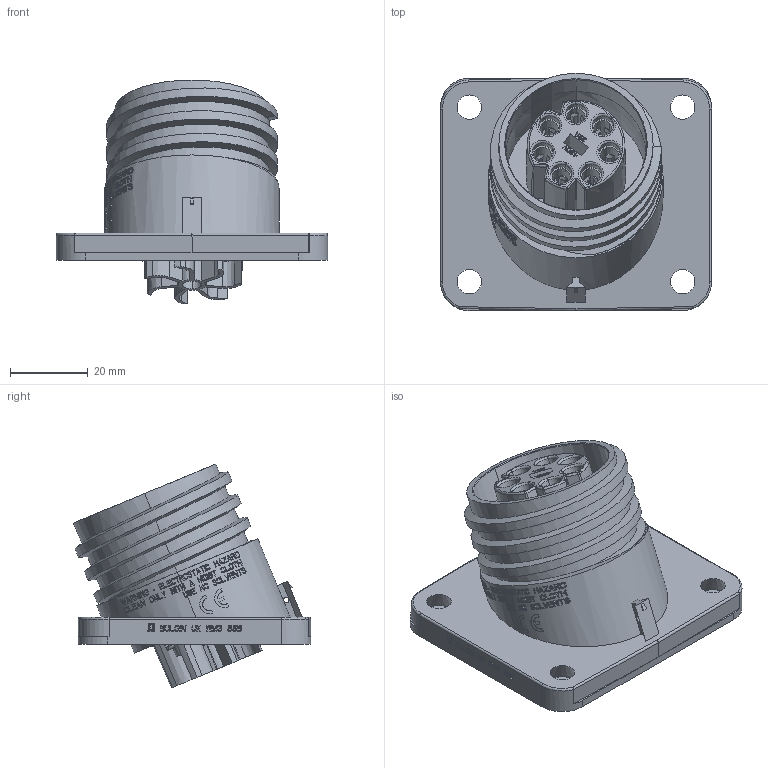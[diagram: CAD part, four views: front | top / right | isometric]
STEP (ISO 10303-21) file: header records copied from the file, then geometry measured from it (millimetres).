
FILE_DESCRIPTION(('STEP AP242'),'1');
FILE_NAME('px0941-07-s.stp','2023-03-08T09:35:28',('TraceParts'),('TraceParts S.A.'),'Spatial InterOp 3D',' ',' ');
FILE_SCHEMA(('AP242_MANAGED_MODEL_BASED_3D_ENGINEERING_MIM_LF {1 0 10303 442 1 1 4}'));
Length unit declared in the file: millimetre
Products named in the file (1): px0941-07-s_1
Bounding box: 70 x 61.21 x 57.79 mm (x, y, z)
Volume: 56347.7 mm3; surface area: 33938 mm2
Topology: 8 solids, 8 shells, 3731 faces, 10387 edges, 6861 vertices
Faces by surface type: plane 3204, cylinder 291, cone 140, sphere 47, torus 39, bspline 10
Entity records: 126857 total; most frequent: CARTESIAN_POINT 33217, ORIENTED_EDGE 20690, DIRECTION 17539, EDGE_CURVE 10345, LINE 7231, VECTOR 7231, VERTEX_POINT 6861, AXIS2_PLACEMENT_3D 5154
